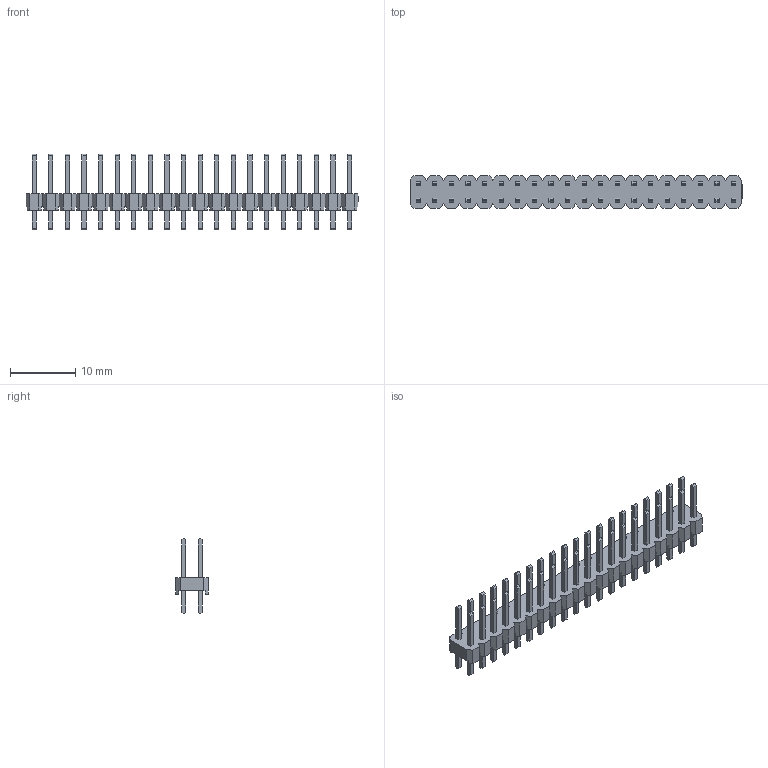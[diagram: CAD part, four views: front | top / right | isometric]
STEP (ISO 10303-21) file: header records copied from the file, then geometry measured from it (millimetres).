
FILE_DESCRIPTION(/* description */ ('Designed by EasyEDA Pro'),/* implementation_level */ '2;1');
FILE_NAME(/* name */ 'PZ_2.54_2X20P_LH.step',/* time_stamp */ '2025-03-27T14:45:15+08:00',/* author */ (''),/* organization */ (''),/* preprocessor_version */ 'ST-DEVELOPER v20.1',/* originating_system */ 'Autodesk Translation Framework v14.4.0.0',/* authorisation */ '');
FILE_SCHEMA (('AUTOMOTIVE_DESIGN { 1 0 10303 214 3 1 1 }'));
Length unit declared in the file: millimetre
Products named in the file (3): Spn6-PCBModel; Spn6-Board; Spn6-U1-HDR-TH_40P-P2.54-V-M-R2-C20-S2.54
Assembly tree (2 placements, depth 2):
  Spn6-PCBModel
    Spn6-Board
    Spn6-U1-HDR-TH_40P-P2.54-V-M-R2-C20-S2.54
Bounding box: 50.81 x 5 x 11.54 mm (x, y, z)
Volume: 654 mm3; surface area: 1795.1 mm2
Topology: 1 solids, 1 shells, 1048 faces, 2820 edges, 1880 vertices
Faces by surface type: plane 934, bspline 114
Entity records: 34197 total; most frequent: CARTESIAN_POINT 7851, ORIENTED_EDGE 5640, DIRECTION 4642, EDGE_CURVE 2820, LINE 2592, VECTOR 2592, VERTEX_POINT 1880, EDGE_LOOP 1154
